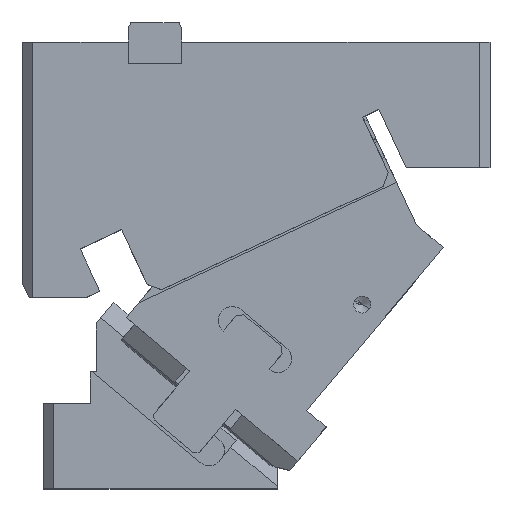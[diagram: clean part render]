
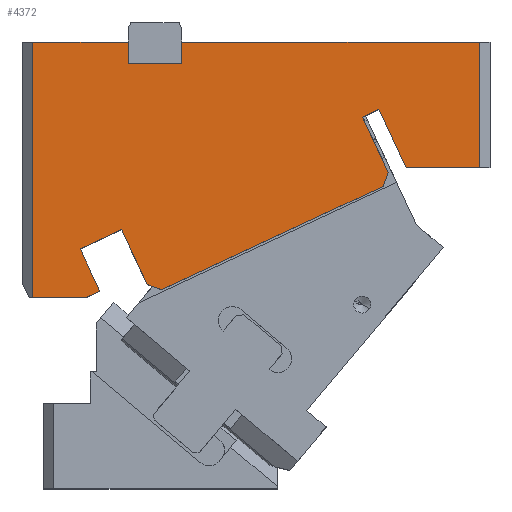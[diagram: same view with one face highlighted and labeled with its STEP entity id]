
A CAD part, top view. The second image highlights one B-rep face of the part: STEP entity #4372.
In plain terms, the highlighted planar face has unit normal (0, 0, 1).
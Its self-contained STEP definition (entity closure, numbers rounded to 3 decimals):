
#130=CARTESIAN_POINT('Vertex',(-119.509,-5.,30.)) ;
#133=CARTESIAN_POINT('Line Origine',(-132.255,-5.,30.)) ;
#137=CARTESIAN_POINT('Vertex',(-145.,-5.,30.)) ;
#428=CARTESIAN_POINT('Vertex',(-145.,115.,30.)) ;
#431=CARTESIAN_POINT('Line Origine',(-122.5,115.,30.)) ;
#435=CARTESIAN_POINT('Vertex',(-100.,115.,30.)) ;
#811=CARTESIAN_POINT('Line Origine',(-145.,55.,30.)) ;
#1154=CARTESIAN_POINT('Vertex',(-100.,105.,30.)) ;
#1157=CARTESIAN_POINT('Line Origine',(-100.,110.,30.)) ;
#1174=CARTESIAN_POINT('Line Origine',(-87.5,105.,30.)) ;
#1178=CARTESIAN_POINT('Vertex',(-75.,105.,30.)) ;
#1197=CARTESIAN_POINT('Vertex',(-75.,115.,30.)) ;
#1200=CARTESIAN_POINT('Line Origine',(-75.,110.,30.)) ;
#1223=CARTESIAN_POINT('Vertex',(65.,56.,30.)) ;
#1237=CARTESIAN_POINT('Vertex',(65.,115.,30.)) ;
#1240=CARTESIAN_POINT('Line Origine',(65.,85.5,30.)) ;
#1713=CARTESIAN_POINT('Line Origine',(-5.,115.,30.)) ;
#1773=CARTESIAN_POINT('Line Origine',(47.772,56.,30.)) ;
#1777=CARTESIAN_POINT('Vertex',(30.544,56.,30.)) ;
#1818=CARTESIAN_POINT('Line Origine',(24.178,69.654,30.)) ;
#1822=CARTESIAN_POINT('Vertex',(17.811,83.308,30.)) ;
#3440=CARTESIAN_POINT('Vertex',(-84.472,-1.403,30.)) ;
#3443=CARTESIAN_POINT('Line Origine',(-87.795,-0.194,30.)) ;
#3447=CARTESIAN_POINT('Vertex',(-91.117,1.016,30.)) ;
#3467=CARTESIAN_POINT('Line Origine',(-32.36,22.898,30.)) ;
#3471=CARTESIAN_POINT('Vertex',(19.753,47.198,30.)) ;
#3509=CARTESIAN_POINT('Vertex',(22.172,53.843,30.)) ;
#3512=CARTESIAN_POINT('Line Origine',(20.962,50.521,30.)) ;
#3529=CARTESIAN_POINT('Line Origine',(16.139,66.779,30.)) ;
#3533=CARTESIAN_POINT('Vertex',(10.107,79.715,30.)) ;
#3776=CARTESIAN_POINT('Line Origine',(-97.149,13.952,30.)) ;
#3780=CARTESIAN_POINT('Vertex',(-103.181,26.888,30.)) ;
#4179=CARTESIAN_POINT('Line Origine',(14.186,81.617,30.)) ;
#4183=CARTESIAN_POINT('Vertex',(10.56,79.927,30.)) ;
#4186=CARTESIAN_POINT('Line Origine',(10.334,79.821,30.)) ;
#4191=CARTESIAN_POINT('Line Origine',(-103.408,26.782,30.)) ;
#4195=CARTESIAN_POINT('Vertex',(-103.635,26.677,30.)) ;
#4198=CARTESIAN_POINT('Line Origine',(-113.151,22.239,30.)) ;
#4202=CARTESIAN_POINT('Vertex',(-122.667,17.802,30.)) ;
#4306=CARTESIAN_POINT('Line Origine',(-118.018,7.832,30.)) ;
#4310=CARTESIAN_POINT('Vertex',(-113.369,-2.137,30.)) ;
#4332=CARTESIAN_POINT('Line Origine',(-116.439,-3.569,30.)) ;
#4344=CARTESIAN_POINT('Axis2P3D Location',(70.,115.,30.)) ;
#134=DIRECTION('Vector Direction',(-1.,0.,0.)) ;
#432=DIRECTION('Vector Direction',(-1.,0.,0.)) ;
#812=DIRECTION('Vector Direction',(0.,-1.,0.)) ;
#1158=DIRECTION('Vector Direction',(0.,1.,0.)) ;
#1175=DIRECTION('Vector Direction',(1.,0.,0.)) ;
#1201=DIRECTION('Vector Direction',(0.,1.,0.)) ;
#1241=DIRECTION('Vector Direction',(0.,1.,0.)) ;
#1714=DIRECTION('Vector Direction',(-1.,0.,0.)) ;
#1774=DIRECTION('Vector Direction',(1.,0.,0.)) ;
#1819=DIRECTION('Vector Direction',(0.423,-0.906,0.)) ;
#3444=DIRECTION('Vector Direction',(0.94,-0.342,0.)) ;
#3468=DIRECTION('Vector Direction',(0.906,0.423,0.)) ;
#3513=DIRECTION('Vector Direction',(0.342,0.94,0.)) ;
#3530=DIRECTION('Vector Direction',(-0.423,0.906,0.)) ;
#3777=DIRECTION('Vector Direction',(-0.423,0.906,0.)) ;
#4180=DIRECTION('Vector Direction',(0.906,0.423,0.)) ;
#4187=DIRECTION('Vector Direction',(-0.906,-0.423,0.)) ;
#4192=DIRECTION('Vector Direction',(-0.906,-0.423,0.)) ;
#4199=DIRECTION('Vector Direction',(-0.906,-0.423,0.)) ;
#4307=DIRECTION('Vector Direction',(-0.423,0.906,0.)) ;
#4333=DIRECTION('Vector Direction',(0.906,0.423,0.)) ;
#4345=DIRECTION('Axis2P3D Direction',(0.,0.,1.)) ;
#4346=DIRECTION('Axis2P3D XDirection',(1.,0.,0.)) ;
#4347=AXIS2_PLACEMENT_3D('Plane Axis2P3D',#4344,#4345,#4346) ;
#4350=ORIENTED_EDGE('',*,*,#4312,.T.) ;
#4351=ORIENTED_EDGE('',*,*,#4204,.F.) ;
#4352=ORIENTED_EDGE('',*,*,#4197,.F.) ;
#4353=ORIENTED_EDGE('',*,*,#3782,.F.) ;
#4354=ORIENTED_EDGE('',*,*,#3449,.T.) ;
#4355=ORIENTED_EDGE('',*,*,#3473,.T.) ;
#4356=ORIENTED_EDGE('',*,*,#3516,.T.) ;
#4357=ORIENTED_EDGE('',*,*,#3535,.T.) ;
#4358=ORIENTED_EDGE('',*,*,#4190,.F.) ;
#4359=ORIENTED_EDGE('',*,*,#4185,.T.) ;
#4360=ORIENTED_EDGE('',*,*,#1824,.T.) ;
#4361=ORIENTED_EDGE('',*,*,#1779,.T.) ;
#4362=ORIENTED_EDGE('',*,*,#1244,.T.) ;
#4363=ORIENTED_EDGE('',*,*,#1717,.T.) ;
#4364=ORIENTED_EDGE('',*,*,#1204,.F.) ;
#4365=ORIENTED_EDGE('',*,*,#1180,.F.) ;
#4366=ORIENTED_EDGE('',*,*,#1161,.T.) ;
#4367=ORIENTED_EDGE('',*,*,#437,.T.) ;
#4368=ORIENTED_EDGE('',*,*,#815,.T.) ;
#4369=ORIENTED_EDGE('',*,*,#139,.F.) ;
#4370=ORIENTED_EDGE('',*,*,#4336,.T.) ;
#135=VECTOR('Line Direction',#134,1.) ;
#433=VECTOR('Line Direction',#432,1.) ;
#813=VECTOR('Line Direction',#812,1.) ;
#1159=VECTOR('Line Direction',#1158,1.) ;
#1176=VECTOR('Line Direction',#1175,1.) ;
#1202=VECTOR('Line Direction',#1201,1.) ;
#1242=VECTOR('Line Direction',#1241,1.) ;
#1715=VECTOR('Line Direction',#1714,1.) ;
#1775=VECTOR('Line Direction',#1774,1.) ;
#1820=VECTOR('Line Direction',#1819,1.) ;
#3445=VECTOR('Line Direction',#3444,1.) ;
#3469=VECTOR('Line Direction',#3468,1.) ;
#3514=VECTOR('Line Direction',#3513,1.) ;
#3531=VECTOR('Line Direction',#3530,1.) ;
#3778=VECTOR('Line Direction',#3777,1.) ;
#4181=VECTOR('Line Direction',#4180,1.) ;
#4188=VECTOR('Line Direction',#4187,1.) ;
#4193=VECTOR('Line Direction',#4192,1.) ;
#4200=VECTOR('Line Direction',#4199,1.) ;
#4308=VECTOR('Line Direction',#4307,1.) ;
#4334=VECTOR('Line Direction',#4333,1.) ;
#4372=ADVANCED_FACE('CAM HOLDER',(#4371),#4348,.T.) ;
#139=EDGE_CURVE('',#131,#138,#136,.T.) ;
#437=EDGE_CURVE('',#436,#429,#434,.T.) ;
#815=EDGE_CURVE('',#429,#138,#814,.T.) ;
#1161=EDGE_CURVE('',#1155,#436,#1160,.T.) ;
#1180=EDGE_CURVE('',#1155,#1179,#1177,.T.) ;
#1204=EDGE_CURVE('',#1179,#1198,#1203,.T.) ;
#1244=EDGE_CURVE('',#1224,#1238,#1243,.T.) ;
#1717=EDGE_CURVE('',#1238,#1198,#1716,.T.) ;
#1779=EDGE_CURVE('',#1778,#1224,#1776,.T.) ;
#1824=EDGE_CURVE('',#1823,#1778,#1821,.T.) ;
#3449=EDGE_CURVE('',#3448,#3441,#3446,.T.) ;
#3473=EDGE_CURVE('',#3441,#3472,#3470,.T.) ;
#3516=EDGE_CURVE('',#3472,#3510,#3515,.T.) ;
#3535=EDGE_CURVE('',#3510,#3534,#3532,.T.) ;
#3782=EDGE_CURVE('',#3448,#3781,#3779,.T.) ;
#4185=EDGE_CURVE('',#4184,#1823,#4182,.T.) ;
#4190=EDGE_CURVE('',#4184,#3534,#4189,.T.) ;
#4197=EDGE_CURVE('',#3781,#4196,#4194,.T.) ;
#4204=EDGE_CURVE('',#4196,#4203,#4201,.T.) ;
#4312=EDGE_CURVE('',#4311,#4203,#4309,.T.) ;
#4336=EDGE_CURVE('',#131,#4311,#4335,.T.) ;
#4349=EDGE_LOOP('',(#4350,#4351,#4352,#4353,#4354,#4355,#4356,#4357,#4358,#4359,#4360,#4361,#4362,#4363,#4364,#4365,#4366,#4367,#4368,#4369,#4370)) ;
#4371=FACE_OUTER_BOUND('',#4349,.T.) ;
#136=LINE('Line',#133,#135) ;
#434=LINE('Line',#431,#433) ;
#814=LINE('Line',#811,#813) ;
#1160=LINE('Line',#1157,#1159) ;
#1177=LINE('Line',#1174,#1176) ;
#1203=LINE('Line',#1200,#1202) ;
#1243=LINE('Line',#1240,#1242) ;
#1716=LINE('Line',#1713,#1715) ;
#1776=LINE('Line',#1773,#1775) ;
#1821=LINE('Line',#1818,#1820) ;
#3446=LINE('Line',#3443,#3445) ;
#3470=LINE('Line',#3467,#3469) ;
#3515=LINE('Line',#3512,#3514) ;
#3532=LINE('Line',#3529,#3531) ;
#3779=LINE('Line',#3776,#3778) ;
#4182=LINE('Line',#4179,#4181) ;
#4189=LINE('Line',#4186,#4188) ;
#4194=LINE('Line',#4191,#4193) ;
#4201=LINE('Line',#4198,#4200) ;
#4309=LINE('Line',#4306,#4308) ;
#4335=LINE('Line',#4332,#4334) ;
#4348=PLANE('Plane',#4347) ;
#131=VERTEX_POINT('',#130) ;
#138=VERTEX_POINT('',#137) ;
#429=VERTEX_POINT('',#428) ;
#436=VERTEX_POINT('',#435) ;
#1155=VERTEX_POINT('',#1154) ;
#1179=VERTEX_POINT('',#1178) ;
#1198=VERTEX_POINT('',#1197) ;
#1224=VERTEX_POINT('',#1223) ;
#1238=VERTEX_POINT('',#1237) ;
#1778=VERTEX_POINT('',#1777) ;
#1823=VERTEX_POINT('',#1822) ;
#3441=VERTEX_POINT('',#3440) ;
#3448=VERTEX_POINT('',#3447) ;
#3472=VERTEX_POINT('',#3471) ;
#3510=VERTEX_POINT('',#3509) ;
#3534=VERTEX_POINT('',#3533) ;
#3781=VERTEX_POINT('',#3780) ;
#4184=VERTEX_POINT('',#4183) ;
#4196=VERTEX_POINT('',#4195) ;
#4203=VERTEX_POINT('',#4202) ;
#4311=VERTEX_POINT('',#4310) ;
